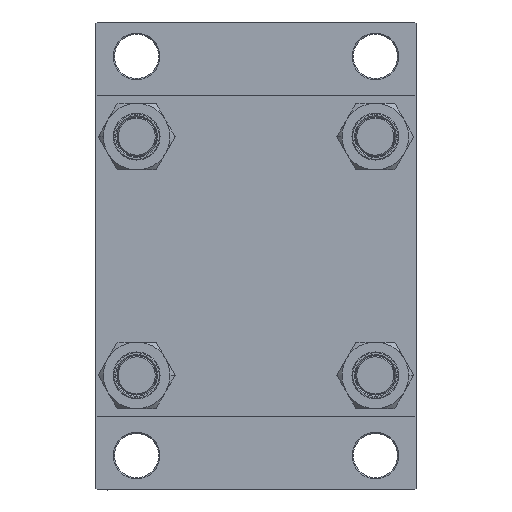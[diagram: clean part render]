
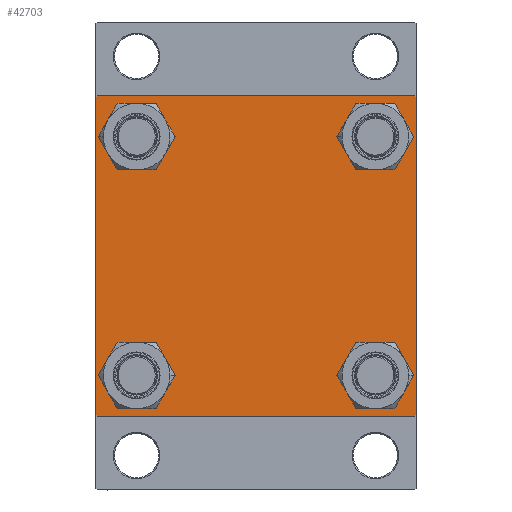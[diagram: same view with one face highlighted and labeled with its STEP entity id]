
A CAD part, left-side view. The second image highlights one B-rep face of the part: STEP entity #42703.
In plain terms, the highlighted planar face has unit normal (-1, 0, 0).
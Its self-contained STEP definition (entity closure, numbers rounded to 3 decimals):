
#128 = AXIS2_PLACEMENT_3D ( 'NONE', #40141, #22041, #21802 ) ;
#1332 = DIRECTION ( 'NONE',  ( 0., 0., 1. ) ) ;
#1578 = DIRECTION ( 'NONE',  ( 0., -1., 0. ) ) ;
#1602 = VECTOR ( 'NONE', #13566, 1000. ) ;
#1933 = ORIENTED_EDGE ( 'NONE', *, *, #37300, .T. ) ;
#2223 = CARTESIAN_POINT ( 'NONE',  ( 0., -48.45, -39.95 ) ) ;
#2450 = LINE ( 'NONE', #31661, #1602 ) ;
#2618 = CARTESIAN_POINT ( 'NONE',  ( 0., -64.75, -64.75 ) ) ;
#2670 = VECTOR ( 'NONE', #18657, 1000. ) ;
#2694 = EDGE_CURVE ( 'NONE', #19336, #26318, #29775, .T. ) ;
#2811 = DIRECTION ( 'NONE',  ( 0., 0., 1. ) ) ;
#3781 = VERTEX_POINT ( 'NONE', #24391 ) ;
#3989 = DIRECTION ( 'NONE',  ( 0., 0., 1. ) ) ;
#4016 = EDGE_CURVE ( 'NONE', #24312, #24382, #23235, .T. ) ;
#4202 = CIRCLE ( 'NONE', #14227, 8.5 ) ;
#4491 = CARTESIAN_POINT ( 'NONE',  ( 0., -48.45, -48.45 ) ) ;
#4647 = LINE ( 'NONE', #37488, #2670 ) ;
#4702 = EDGE_CURVE ( 'NONE', #19336, #43298, #35062, .T. ) ;
#4723 = EDGE_LOOP ( 'NONE', ( #42300, #18433 ) ) ;
#4736 = VECTOR ( 'NONE', #7820, 1000. ) ;
#5037 = CARTESIAN_POINT ( 'NONE',  ( 0., 0., 0. ) ) ;
#5117 = DIRECTION ( 'NONE',  ( 1., 0., 0. ) ) ;
#5240 = CARTESIAN_POINT ( 'NONE',  ( 0., -48.45, 39.95 ) ) ;
#5545 = CIRCLE ( 'NONE', #128, 8.5 ) ;
#5625 = ORIENTED_EDGE ( 'NONE', *, *, #13064, .T. ) ;
#6654 = CARTESIAN_POINT ( 'NONE',  ( 0., 64.5, 65. ) ) ;
#7102 = ORIENTED_EDGE ( 'NONE', *, *, #36648, .T. ) ;
#7479 = VERTEX_POINT ( 'NONE', #37926 ) ;
#7547 = FACE_BOUND ( 'NONE', #27334, .T. ) ;
#7779 = DIRECTION ( 'NONE',  ( 0., 0., 1. ) ) ;
#7820 = DIRECTION ( 'NONE',  ( 0., 0., -1. ) ) ;
#8332 = CARTESIAN_POINT ( 'NONE',  ( 0., -48.45, -56.95 ) ) ;
#8660 = FACE_BOUND ( 'NONE', #4723, .T. ) ;
#8849 = CARTESIAN_POINT ( 'NONE',  ( 0., 65., -64.5 ) ) ;
#9488 = DIRECTION ( 'NONE',  ( 0., 0.707, 0.707 ) ) ;
#10078 = ORIENTED_EDGE ( 'NONE', *, *, #19110, .F. ) ;
#10497 = CIRCLE ( 'NONE', #25132, 8.5 ) ;
#10715 = EDGE_LOOP ( 'NONE', ( #35053, #5625, #1933, #14413, #34286, #37373, #10078, #44676 ) ) ;
#10900 = AXIS2_PLACEMENT_3D ( 'NONE', #33994, #26046, #15201 ) ;
#11034 = CARTESIAN_POINT ( 'NONE',  ( 0., -48.45, 56.95 ) ) ;
#11192 = EDGE_CURVE ( 'NONE', #13154, #45016, #40736, .T. ) ;
#11627 = EDGE_CURVE ( 'NONE', #24382, #24312, #45647, .T. ) ;
#12441 = EDGE_CURVE ( 'NONE', #7479, #3781, #44891, .T. ) ;
#13064 = EDGE_CURVE ( 'NONE', #45016, #13919, #2450, .T. ) ;
#13154 = VERTEX_POINT ( 'NONE', #13807 ) ;
#13473 = VECTOR ( 'NONE', #47750, 1000. ) ;
#13566 = DIRECTION ( 'NONE',  ( 0., -0.707, -0.707 ) ) ;
#13807 = CARTESIAN_POINT ( 'NONE',  ( 0., 65., 64.5 ) ) ;
#13919 = VERTEX_POINT ( 'NONE', #32366 ) ;
#14128 = CIRCLE ( 'NONE', #29547, 8.5 ) ;
#14227 = AXIS2_PLACEMENT_3D ( 'NONE', #43230, #46620, #35989 ) ;
#14413 = ORIENTED_EDGE ( 'NONE', *, *, #21231, .T. ) ;
#14680 = LINE ( 'NONE', #2618, #13473 ) ;
#14741 = VERTEX_POINT ( 'NONE', #8332 ) ;
#14782 = FACE_OUTER_BOUND ( 'NONE', #10715, .T. ) ;
#15019 = EDGE_CURVE ( 'NONE', #3781, #7479, #5545, .T. ) ;
#15201 = DIRECTION ( 'NONE',  ( 0., 0., 1. ) ) ;
#15332 = CARTESIAN_POINT ( 'NONE',  ( 0., 48.45, -48.45 ) ) ;
#16146 = FACE_BOUND ( 'NONE', #33215, .T. ) ;
#17489 = ORIENTED_EDGE ( 'NONE', *, *, #15019, .T. ) ;
#17681 = EDGE_CURVE ( 'NONE', #14741, #33402, #14128, .T. ) ;
#18159 = DIRECTION ( 'NONE',  ( -1., 0., 0. ) ) ;
#18433 = ORIENTED_EDGE ( 'NONE', *, *, #17681, .T. ) ;
#18657 = DIRECTION ( 'NONE',  ( 0., -1., 0. ) ) ;
#18946 = DIRECTION ( 'NONE',  ( 1., 0., 0. ) ) ;
#18962 = VERTEX_POINT ( 'NONE', #11034 ) ;
#19110 = EDGE_CURVE ( 'NONE', #26961, #43298, #44805, .T. ) ;
#19336 = VERTEX_POINT ( 'NONE', #40419 ) ;
#19558 = ORIENTED_EDGE ( 'NONE', *, *, #11627, .T. ) ;
#19822 = LINE ( 'NONE', #45170, #21865 ) ;
#20587 = AXIS2_PLACEMENT_3D ( 'NONE', #5037, #18159, #7779 ) ;
#21231 = EDGE_CURVE ( 'NONE', #27494, #26318, #14680, .T. ) ;
#21802 = DIRECTION ( 'NONE',  ( 0., 0., 1. ) ) ;
#21865 = VECTOR ( 'NONE', #27538, 1000. ) ;
#22041 = DIRECTION ( 'NONE',  ( 1., 0., 0. ) ) ;
#23235 = CIRCLE ( 'NONE', #10900, 8.5 ) ;
#23382 = FACE_BOUND ( 'NONE', #42232, .T. ) ;
#23927 = CARTESIAN_POINT ( 'NONE',  ( 0., -48.45, -48.45 ) ) ;
#24312 = VERTEX_POINT ( 'NONE', #45942 ) ;
#24382 = VERTEX_POINT ( 'NONE', #43044 ) ;
#24391 = CARTESIAN_POINT ( 'NONE',  ( 0., 48.45, 56.95 ) ) ;
#25132 = AXIS2_PLACEMENT_3D ( 'NONE', #4491, #40930, #1332 ) ;
#25295 = DIRECTION ( 'NONE',  ( 0., 0., -1. ) ) ;
#25765 = CARTESIAN_POINT ( 'NONE',  ( 0., 65., 65. ) ) ;
#26046 = DIRECTION ( 'NONE',  ( 1., 0., 0. ) ) ;
#26318 = VERTEX_POINT ( 'NONE', #38877 ) ;
#26344 = AXIS2_PLACEMENT_3D ( 'NONE', #15332, #18946, #3989 ) ;
#26922 = CARTESIAN_POINT ( 'NONE',  ( 0., 65., 65. ) ) ;
#26961 = VERTEX_POINT ( 'NONE', #6654 ) ;
#27096 = DIRECTION ( 'NONE',  ( 1., 0., 0. ) ) ;
#27334 = EDGE_LOOP ( 'NONE', ( #41821, #7102 ) ) ;
#27494 = VERTEX_POINT ( 'NONE', #30691 ) ;
#27538 = DIRECTION ( 'NONE',  ( 0., 0.707, -0.707 ) ) ;
#28306 = AXIS2_PLACEMENT_3D ( 'NONE', #45936, #27096, #38212 ) ;
#29547 = AXIS2_PLACEMENT_3D ( 'NONE', #23927, #5117, #45182 ) ;
#29775 = LINE ( 'NONE', #44508, #4736 ) ;
#30230 = VECTOR ( 'NONE', #9488, 1000. ) ;
#30691 = CARTESIAN_POINT ( 'NONE',  ( 0., -64.5, -65. ) ) ;
#31184 = ORIENTED_EDGE ( 'NONE', *, *, #12441, .T. ) ;
#31596 = EDGE_CURVE ( 'NONE', #18962, #39293, #42192, .T. ) ;
#31661 = CARTESIAN_POINT ( 'NONE',  ( 0., 64.75, -64.75 ) ) ;
#31896 = VECTOR ( 'NONE', #1578, 1000. ) ;
#32366 = CARTESIAN_POINT ( 'NONE',  ( 0., 64.5, -65. ) ) ;
#32451 = AXIS2_PLACEMENT_3D ( 'NONE', #34488, #39501, #2811 ) ;
#33215 = EDGE_LOOP ( 'NONE', ( #19558, #41362 ) ) ;
#33402 = VERTEX_POINT ( 'NONE', #2223 ) ;
#33994 = CARTESIAN_POINT ( 'NONE',  ( 0., 48.45, -48.45 ) ) ;
#34286 = ORIENTED_EDGE ( 'NONE', *, *, #2694, .F. ) ;
#34488 = CARTESIAN_POINT ( 'NONE',  ( 0., 48.45, 48.45 ) ) ;
#35053 = ORIENTED_EDGE ( 'NONE', *, *, #11192, .T. ) ;
#35062 = LINE ( 'NONE', #46904, #30230 ) ;
#35731 = EDGE_CURVE ( 'NONE', #26961, #13154, #19822, .T. ) ;
#35989 = DIRECTION ( 'NONE',  ( 0., 0., 1. ) ) ;
#36648 = EDGE_CURVE ( 'NONE', #39293, #18962, #4202, .T. ) ;
#37300 = EDGE_CURVE ( 'NONE', #13919, #27494, #4647, .T. ) ;
#37373 = ORIENTED_EDGE ( 'NONE', *, *, #4702, .T. ) ;
#37488 = CARTESIAN_POINT ( 'NONE',  ( 0., 65., -65. ) ) ;
#37926 = CARTESIAN_POINT ( 'NONE',  ( 0., 48.45, 39.95 ) ) ;
#38212 = DIRECTION ( 'NONE',  ( 0., 0., 1. ) ) ;
#38877 = CARTESIAN_POINT ( 'NONE',  ( 0., -65., -64.5 ) ) ;
#39293 = VERTEX_POINT ( 'NONE', #5240 ) ;
#39501 = DIRECTION ( 'NONE',  ( 1., 0., 0. ) ) ;
#40141 = CARTESIAN_POINT ( 'NONE',  ( 0., 48.45, 48.45 ) ) ;
#40403 = EDGE_CURVE ( 'NONE', #33402, #14741, #10497, .T. ) ;
#40419 = CARTESIAN_POINT ( 'NONE',  ( 0., -65., 64.5 ) ) ;
#40736 = LINE ( 'NONE', #25765, #44820 ) ;
#40930 = DIRECTION ( 'NONE',  ( 1., 0., 0. ) ) ;
#41362 = ORIENTED_EDGE ( 'NONE', *, *, #4016, .T. ) ;
#41821 = ORIENTED_EDGE ( 'NONE', *, *, #31596, .T. ) ;
#42192 = CIRCLE ( 'NONE', #28306, 8.5 ) ;
#42232 = EDGE_LOOP ( 'NONE', ( #17489, #31184 ) ) ;
#42300 = ORIENTED_EDGE ( 'NONE', *, *, #40403, .T. ) ;
#42703 = ADVANCED_FACE ( 'NONE', ( #7547, #8660, #16146, #23382, #14782 ), #44467, .T. ) ;
#43044 = CARTESIAN_POINT ( 'NONE',  ( 0., 48.45, -39.95 ) ) ;
#43230 = CARTESIAN_POINT ( 'NONE',  ( 0., -48.45, 48.45 ) ) ;
#43298 = VERTEX_POINT ( 'NONE', #47629 ) ;
#44467 = PLANE ( 'NONE',  #20587 ) ;
#44508 = CARTESIAN_POINT ( 'NONE',  ( 0., -65., 65. ) ) ;
#44676 = ORIENTED_EDGE ( 'NONE', *, *, #35731, .T. ) ;
#44805 = LINE ( 'NONE', #26922, #31896 ) ;
#44820 = VECTOR ( 'NONE', #25295, 1000. ) ;
#44891 = CIRCLE ( 'NONE', #32451, 8.5 ) ;
#45016 = VERTEX_POINT ( 'NONE', #8849 ) ;
#45170 = CARTESIAN_POINT ( 'NONE',  ( 0., 64.75, 64.75 ) ) ;
#45182 = DIRECTION ( 'NONE',  ( 0., 0., 1. ) ) ;
#45647 = CIRCLE ( 'NONE', #26344, 8.5 ) ;
#45936 = CARTESIAN_POINT ( 'NONE',  ( 0., -48.45, 48.45 ) ) ;
#45942 = CARTESIAN_POINT ( 'NONE',  ( 0., 48.45, -56.95 ) ) ;
#46620 = DIRECTION ( 'NONE',  ( 1., 0., 0. ) ) ;
#46904 = CARTESIAN_POINT ( 'NONE',  ( 0., -64.75, 64.75 ) ) ;
#47629 = CARTESIAN_POINT ( 'NONE',  ( 0., -64.5, 65. ) ) ;
#47750 = DIRECTION ( 'NONE',  ( 0., -0.707, 0.707 ) ) ;
